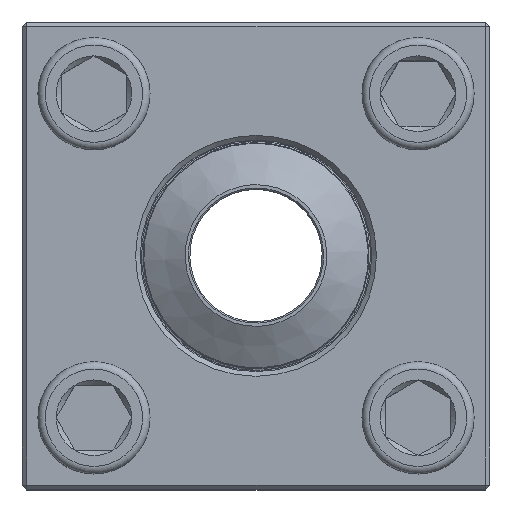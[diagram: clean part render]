
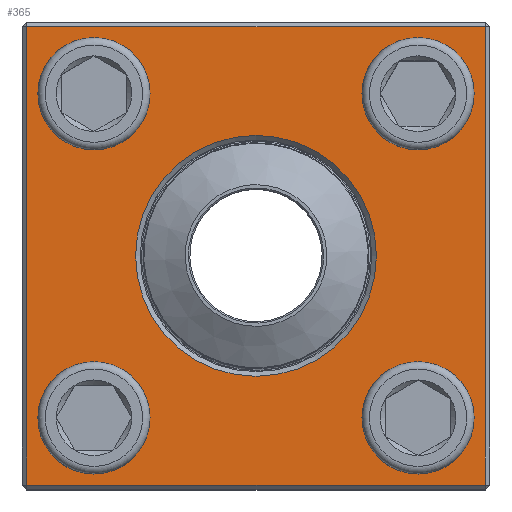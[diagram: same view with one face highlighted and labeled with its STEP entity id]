
A CAD part, top view. The second image highlights one B-rep face of the part: STEP entity #365.
In plain terms, the highlighted planar face has unit normal (0, 0, 1).
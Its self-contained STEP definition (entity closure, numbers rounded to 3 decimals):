
#193=FACE_BOUND('',#534,.T.);
#194=FACE_BOUND('',#535,.T.);
#195=FACE_BOUND('',#536,.T.);
#196=FACE_BOUND('',#537,.T.);
#197=FACE_BOUND('',#538,.T.);
#198=FACE_BOUND('',#539,.T.);
#302=CIRCLE('',#1266,25.75);
#303=CIRCLE('',#1267,9.);
#304=CIRCLE('',#1268,9.);
#305=CIRCLE('',#1269,9.);
#306=CIRCLE('',#1270,9.);
#365=ADVANCED_FACE('',(#193,#194,#195,#196,#197,#198),#454,.F.);
#454=PLANE('',#1271);
#534=EDGE_LOOP('',(#692));
#535=EDGE_LOOP('',(#693,#694,#695,#696));
#536=EDGE_LOOP('',(#697));
#537=EDGE_LOOP('',(#698));
#538=EDGE_LOOP('',(#699));
#539=EDGE_LOOP('',(#700));
#692=ORIENTED_EDGE('',*,*,#1032,.T.);
#693=ORIENTED_EDGE('',*,*,#1033,.T.);
#694=ORIENTED_EDGE('',*,*,#1034,.T.);
#695=ORIENTED_EDGE('',*,*,#1035,.T.);
#696=ORIENTED_EDGE('',*,*,#1036,.T.);
#697=ORIENTED_EDGE('',*,*,#1037,.T.);
#698=ORIENTED_EDGE('',*,*,#1038,.T.);
#699=ORIENTED_EDGE('',*,*,#1039,.T.);
#700=ORIENTED_EDGE('',*,*,#1040,.T.);
#942=VERTEX_POINT('',#1827);
#943=VERTEX_POINT('',#1829);
#944=VERTEX_POINT('',#1830);
#945=VERTEX_POINT('',#1832);
#946=VERTEX_POINT('',#1834);
#947=VERTEX_POINT('',#1837);
#948=VERTEX_POINT('',#1839);
#949=VERTEX_POINT('',#1841);
#950=VERTEX_POINT('',#1843);
#1032=EDGE_CURVE('',#942,#942,#302,.T.);
#1033=EDGE_CURVE('',#943,#944,#1157,.T.);
#1034=EDGE_CURVE('',#944,#945,#1158,.T.);
#1035=EDGE_CURVE('',#945,#946,#1159,.T.);
#1036=EDGE_CURVE('',#946,#943,#1160,.T.);
#1037=EDGE_CURVE('',#947,#947,#303,.T.);
#1038=EDGE_CURVE('',#948,#948,#304,.T.);
#1039=EDGE_CURVE('',#949,#949,#305,.T.);
#1040=EDGE_CURVE('',#950,#950,#306,.T.);
#1157=LINE('',#1828,#1217);
#1158=LINE('',#1831,#1218);
#1159=LINE('',#1833,#1219);
#1160=LINE('',#1835,#1220);
#1217=VECTOR('',#1445,1.);
#1218=VECTOR('',#1446,1.);
#1219=VECTOR('',#1447,1.);
#1220=VECTOR('',#1448,1.);
#1266=AXIS2_PLACEMENT_3D('',#1826,#1443,#1444);
#1267=AXIS2_PLACEMENT_3D('',#1836,#1449,#1450);
#1268=AXIS2_PLACEMENT_3D('',#1838,#1451,#1452);
#1269=AXIS2_PLACEMENT_3D('',#1840,#1453,#1454);
#1270=AXIS2_PLACEMENT_3D('',#1842,#1455,#1456);
#1271=AXIS2_PLACEMENT_3D('',#1844,#1457,#1458);
#1443=DIRECTION('',(0.,0.,-1.));
#1444=DIRECTION('',(-1.,0.,0.));
#1445=DIRECTION('',(-1.,0.,0.));
#1446=DIRECTION('',(0.,-1.,0.));
#1447=DIRECTION('',(1.,0.,0.));
#1448=DIRECTION('',(0.,1.,0.));
#1449=DIRECTION('',(0.,0.,-1.));
#1450=DIRECTION('',(-1.,0.,0.));
#1451=DIRECTION('',(0.,0.,-1.));
#1452=DIRECTION('',(-1.,0.,0.));
#1453=DIRECTION('',(0.,0.,-1.));
#1454=DIRECTION('',(-1.,0.,0.));
#1455=DIRECTION('',(0.,0.,-1.));
#1456=DIRECTION('',(-1.,0.,0.));
#1457=DIRECTION('',(0.,0.,-1.));
#1458=DIRECTION('',(-1.,0.,0.));
#1826=CARTESIAN_POINT('',(0.,0.,38.));
#1827=CARTESIAN_POINT('',(-25.75,0.,38.));
#1828=CARTESIAN_POINT('',(-50.,49.,38.));
#1829=CARTESIAN_POINT('',(49.,49.,38.));
#1830=CARTESIAN_POINT('',(-49.,49.,38.));
#1831=CARTESIAN_POINT('',(-49.,-50.,38.));
#1832=CARTESIAN_POINT('',(-49.,-49.,38.));
#1833=CARTESIAN_POINT('',(50.,-49.,38.));
#1834=CARTESIAN_POINT('',(49.,-49.,38.));
#1835=CARTESIAN_POINT('',(49.,50.,38.));
#1836=CARTESIAN_POINT('',(-34.648,-34.648,38.));
#1837=CARTESIAN_POINT('',(-43.648,-34.648,38.));
#1838=CARTESIAN_POINT('',(-34.648,34.648,38.));
#1839=CARTESIAN_POINT('',(-43.648,34.648,38.));
#1840=CARTESIAN_POINT('',(34.648,34.648,38.));
#1841=CARTESIAN_POINT('',(25.648,34.648,38.));
#1842=CARTESIAN_POINT('',(34.648,-34.648,38.));
#1843=CARTESIAN_POINT('',(25.648,-34.648,38.));
#1844=CARTESIAN_POINT('',(0.,0.,38.));
